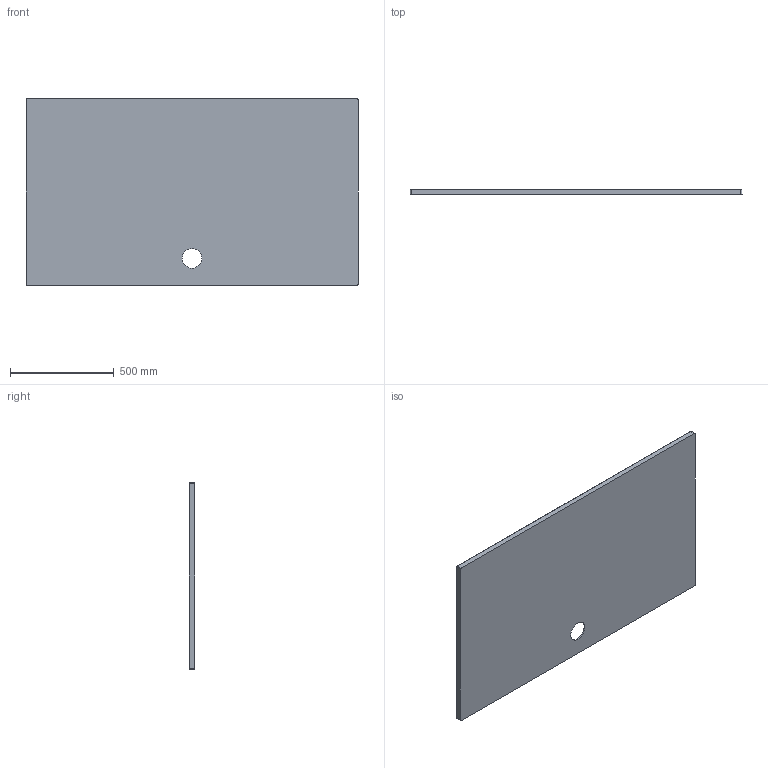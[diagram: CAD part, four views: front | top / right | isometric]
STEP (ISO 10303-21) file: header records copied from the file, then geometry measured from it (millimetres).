
FILE_DESCRIPTION (( 'STEP AP214' ), '1' );
FILE_NAME ('160.STEP', '2019-09-06T10:21:09', ( '' ), ( '' ), 'SwSTEP 2.0', 'SolidWorks 2018', '' );
FILE_SCHEMA (( 'AUTOMOTIVE_DESIGN' ));
Length unit declared in the file: millimetre
Products named in the file (2): 160
Bounding box: 1601.82 x 25.98 x 901.82 mm (x, y, z)
Volume: 28007047.2 mm3; surface area: 3001736.6 mm2
Topology: 1 solids, 1 shells, 30 faces, 77 edges, 49 vertices
Faces by surface type: bspline 16, cylinder 6, plane 6, cone 2
Entity records: 1957 total; most frequent: CARTESIAN_POINT 1312, ORIENTED_EDGE 154, DIRECTION 82, EDGE_CURVE 77, VERTEX_POINT 49, B_SPLINE_CURVE_WITH_KNOTS 40, AXIS2_PLACEMENT_3D 33, EDGE_LOOP 32
